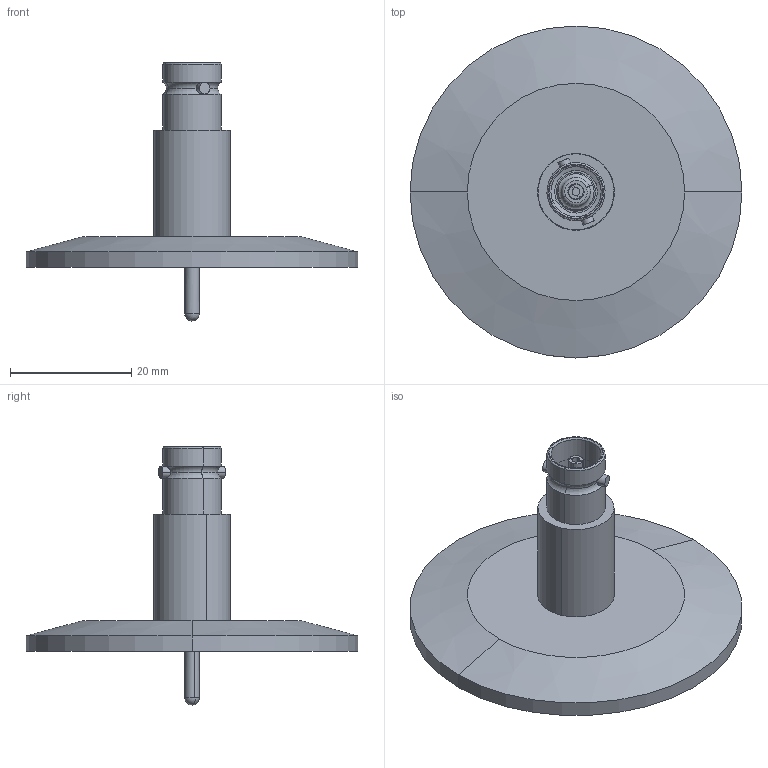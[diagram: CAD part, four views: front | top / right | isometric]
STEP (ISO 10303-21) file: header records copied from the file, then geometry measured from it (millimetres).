
FILE_DESCRIPTION (( 'STEP AP203' ), '1' );
FILE_NAME ('A0477-2-QF.STEP', '2012-06-05T14:25:12', ( '' ), ( '' ), 'SwSTEP 2.0', 'SolidWorks 2012', '' );
FILE_SCHEMA (( 'CONFIG_CONTROL_DESIGN' ));
Length unit declared in the file: inch
Products named in the file (1): A0477-2-QF
Bounding box: 54.86 x 54.86 x 42.67 mm (x, y, z)
Volume: 10705.2 mm3; surface area: 9523.8 mm2
Topology: 1 solids, 1 shells, 113 faces, 250 edges, 154 vertices
Faces by surface type: cylinder 57, plane 26, torus 16, cone 12, sphere 2
Entity records: 3504 total; most frequent: CARTESIAN_POINT 832, DIRECTION 617, ORIENTED_EDGE 492, AXIS2_PLACEMENT_3D 267, EDGE_CURVE 246, CIRCLE 153, VERTEX_POINT 152, EDGE_LOOP 130
